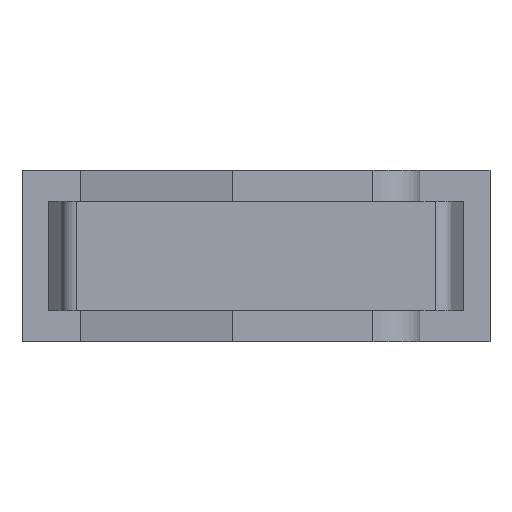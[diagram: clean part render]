
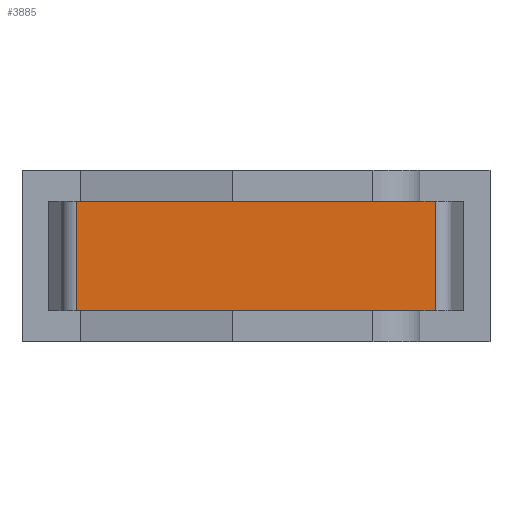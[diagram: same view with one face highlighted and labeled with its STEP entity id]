
A CAD part, front view. The second image highlights one B-rep face of the part: STEP entity #3885.
In plain terms, the highlighted planar face has unit normal (0, -1, 0).
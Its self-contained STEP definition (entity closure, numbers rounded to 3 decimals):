
#125 = LINE ( 'NONE', #2256, #4525 ) ;
#126 = VERTEX_POINT ( 'NONE', #1786 ) ;
#273 = CARTESIAN_POINT ( 'NONE',  ( 11.503, -6., 2. ) ) ;
#299 = VECTOR ( 'NONE', #3006, 1000. ) ;
#332 = VECTOR ( 'NONE', #1746, 1000. ) ;
#371 = DIRECTION ( 'NONE',  ( -1., 0., 0. ) ) ;
#439 = PLANE ( 'NONE',  #3865 ) ;
#713 = CARTESIAN_POINT ( 'NONE',  ( -11.5, -6., 9. ) ) ;
#715 = EDGE_CURVE ( 'NONE', #2332, #3590, #3331, .T. ) ;
#754 = ORIENTED_EDGE ( 'NONE', *, *, #1521, .T. ) ;
#879 = ORIENTED_EDGE ( 'NONE', *, *, #1901, .T. ) ;
#886 = CARTESIAN_POINT ( 'NONE',  ( 11.503, -6., 2. ) ) ;
#937 = ORIENTED_EDGE ( 'NONE', *, *, #3242, .F. ) ;
#1004 = LINE ( 'NONE', #2872, #1920 ) ;
#1099 = EDGE_CURVE ( 'NONE', #4761, #1400, #3060, .T. ) ;
#1149 = EDGE_CURVE ( 'NONE', #5048, #3638, #2188, .T. ) ;
#1244 = ORIENTED_EDGE ( 'NONE', *, *, #1149, .T. ) ;
#1345 = DIRECTION ( 'NONE',  ( 0., 0., 1. ) ) ;
#1400 = VERTEX_POINT ( 'NONE', #713 ) ;
#1410 = CARTESIAN_POINT ( 'NONE',  ( 11.503, -6., 9. ) ) ;
#1436 = CARTESIAN_POINT ( 'NONE',  ( 10.5, -6., 2. ) ) ;
#1521 = EDGE_CURVE ( 'NONE', #2332, #5048, #1004, .T. ) ;
#1621 = ORIENTED_EDGE ( 'NONE', *, *, #715, .F. ) ;
#1626 = DIRECTION ( 'NONE',  ( 0., 0., 1. ) ) ;
#1715 = CARTESIAN_POINT ( 'NONE',  ( 11.503, -6., 2. ) ) ;
#1746 = DIRECTION ( 'NONE',  ( -1., 0., 0. ) ) ;
#1786 = CARTESIAN_POINT ( 'NONE',  ( -11.5, -6., 2. ) ) ;
#1887 = DIRECTION ( 'NONE',  ( 1., 0., 0. ) ) ;
#1901 = EDGE_CURVE ( 'NONE', #3638, #4761, #125, .T. ) ;
#1920 = VECTOR ( 'NONE', #1626, 1000. ) ;
#1957 = VECTOR ( 'NONE', #1345, 1000. ) ;
#2066 = ORIENTED_EDGE ( 'NONE', *, *, #1099, .T. ) ;
#2067 = CARTESIAN_POINT ( 'NONE',  ( 2.5, -6., 2. ) ) ;
#2172 = FACE_OUTER_BOUND ( 'NONE', #4142, .T. ) ;
#2188 = LINE ( 'NONE', #1410, #3917 ) ;
#2256 = CARTESIAN_POINT ( 'NONE',  ( 11.503, -6., 9. ) ) ;
#2272 = CARTESIAN_POINT ( 'NONE',  ( 11.503, -6., 2. ) ) ;
#2332 = VERTEX_POINT ( 'NONE', #2272 ) ;
#2803 = VECTOR ( 'NONE', #3319, 1000. ) ;
#2872 = CARTESIAN_POINT ( 'NONE',  ( 11.503, -6., 2. ) ) ;
#3006 = DIRECTION ( 'NONE',  ( -1., 0., 0. ) ) ;
#3031 = VERTEX_POINT ( 'NONE', #2067 ) ;
#3060 = LINE ( 'NONE', #5135, #332 ) ;
#3137 = CARTESIAN_POINT ( 'NONE',  ( -11.5, -6., 2. ) ) ;
#3242 = EDGE_CURVE ( 'NONE', #3031, #126, #3280, .T. ) ;
#3280 = LINE ( 'NONE', #1715, #299 ) ;
#3319 = DIRECTION ( 'NONE',  ( -1., 0., 0. ) ) ;
#3331 = LINE ( 'NONE', #273, #2803 ) ;
#3384 = EDGE_CURVE ( 'NONE', #126, #1400, #5352, .T. ) ;
#3433 = DIRECTION ( 'NONE',  ( 0., 1., 0. ) ) ;
#3495 = ORIENTED_EDGE ( 'NONE', *, *, #4653, .T. ) ;
#3590 = VERTEX_POINT ( 'NONE', #1436 ) ;
#3629 = VECTOR ( 'NONE', #1887, 1000. ) ;
#3638 = VERTEX_POINT ( 'NONE', #3720 ) ;
#3720 = CARTESIAN_POINT ( 'NONE',  ( 10.5, -6., 9. ) ) ;
#3865 = AXIS2_PLACEMENT_3D ( 'NONE', #886, #3433, #3904 ) ;
#3885 = ADVANCED_FACE ( 'NONE', ( #2172 ), #439, .F. ) ;
#3904 = DIRECTION ( 'NONE',  ( -1., 0., 0. ) ) ;
#3917 = VECTOR ( 'NONE', #4839, 1000. ) ;
#4006 = CARTESIAN_POINT ( 'NONE',  ( 2.5, -6., 9. ) ) ;
#4142 = EDGE_LOOP ( 'NONE', ( #1244, #879, #2066, #5291, #937, #3495, #1621, #754 ) ) ;
#4351 = CARTESIAN_POINT ( 'NONE',  ( 7.5, -6., 2. ) ) ;
#4525 = VECTOR ( 'NONE', #371, 1000. ) ;
#4653 = EDGE_CURVE ( 'NONE', #3031, #3590, #5232, .T. ) ;
#4761 = VERTEX_POINT ( 'NONE', #4006 ) ;
#4839 = DIRECTION ( 'NONE',  ( -1., 0., 0. ) ) ;
#5048 = VERTEX_POINT ( 'NONE', #5145 ) ;
#5135 = CARTESIAN_POINT ( 'NONE',  ( 11.503, -6., 9. ) ) ;
#5145 = CARTESIAN_POINT ( 'NONE',  ( 11.503, -6., 9. ) ) ;
#5232 = LINE ( 'NONE', #4351, #3629 ) ;
#5291 = ORIENTED_EDGE ( 'NONE', *, *, #3384, .F. ) ;
#5352 = LINE ( 'NONE', #3137, #1957 ) ;
